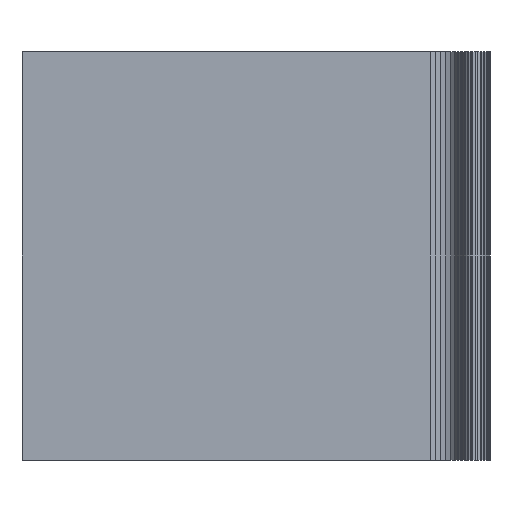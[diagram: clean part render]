
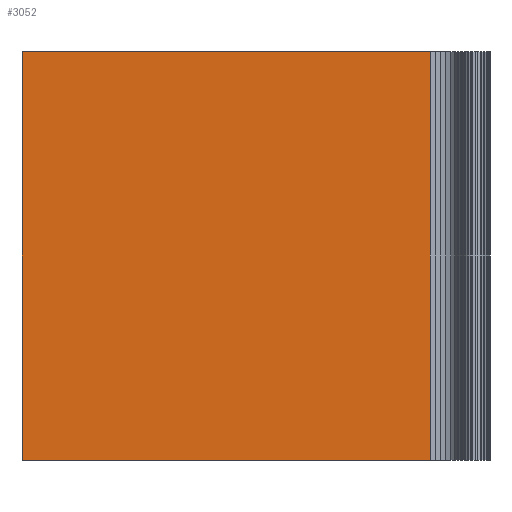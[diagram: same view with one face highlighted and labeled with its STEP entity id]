
A CAD part, front view. The second image highlights one B-rep face of the part: STEP entity #3052.
In plain terms, the highlighted planar face has unit normal (0, -1, 0).
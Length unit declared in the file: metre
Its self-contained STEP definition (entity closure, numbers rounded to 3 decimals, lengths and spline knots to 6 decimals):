
#37=ORIENTED_EDGE('',*,*,#940,.T.);
#38=ORIENTED_EDGE('',*,*,#941,.F.);
#39=ORIENTED_EDGE('',*,*,#942,.F.);
#40=ORIENTED_EDGE('',*,*,#938,.T.);
#938=EDGE_CURVE('',#1389,#1388,#1694,.T.);
#940=EDGE_CURVE('',#1388,#1390,#1696,.T.);
#941=EDGE_CURVE('',#1391,#1390,#1697,.T.);
#942=EDGE_CURVE('',#1389,#1391,#1698,.T.);
#1388=VERTEX_POINT('',#4170);
#1389=VERTEX_POINT('',#4172);
#1390=VERTEX_POINT('',#4176);
#1391=VERTEX_POINT('',#4178);
#1694=LINE('',#4171,#2144);
#1696=LINE('',#4175,#2146);
#1697=LINE('',#4177,#2147);
#1698=LINE('',#4179,#2148);
#2144=VECTOR('',#3398,1.);
#2146=VECTOR('',#3402,1.);
#2147=VECTOR('',#3403,1.);
#2148=VECTOR('',#3404,1.);
#2584=EDGE_LOOP('',(#37,#38,#39,#40));
#2742=FACE_BOUND('',#2584,.T.);
#2900=PLANE('',#3219);
#3052=ADVANCED_FACE('',(#2742),#2900,.F.);
#3219=AXIS2_PLACEMENT_3D('',#4174,#3400,#3401);
#3398=DIRECTION('',(0.,0.,-1.));
#3400=DIRECTION('',(0.,1.,0.));
#3401=DIRECTION('',(-1.,0.,0.));
#3402=DIRECTION('',(1.,0.,0.));
#3403=DIRECTION('',(0.,0.,-1.));
#3404=DIRECTION('',(1.,0.,0.));
#4170=CARTESIAN_POINT('',(-0.027205,-0.0075,0.));
#4171=CARTESIAN_POINT('',(-0.027205,-0.0075,0.025));
#4172=CARTESIAN_POINT('',(-0.027205,-0.0075,0.025));
#4174=CARTESIAN_POINT('',(-0.014705,-0.0075,0.025));
#4175=CARTESIAN_POINT('',(-0.014705,-0.0075,0.));
#4176=CARTESIAN_POINT('',(-0.002205,-0.0075,0.));
#4177=CARTESIAN_POINT('',(-0.002205,-0.0075,0.025));
#4178=CARTESIAN_POINT('',(-0.002205,-0.0075,0.025));
#4179=CARTESIAN_POINT('',(-0.014705,-0.0075,0.025));
